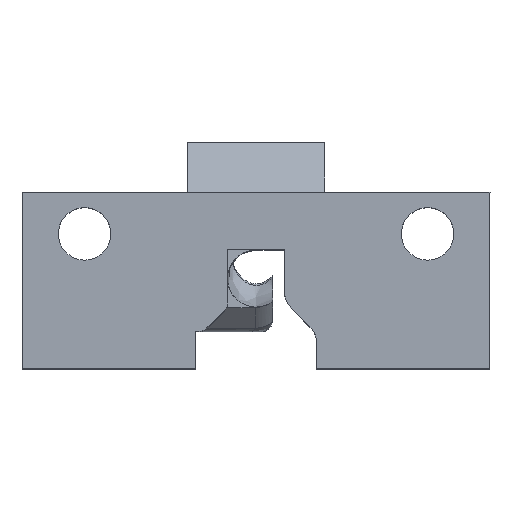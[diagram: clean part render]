
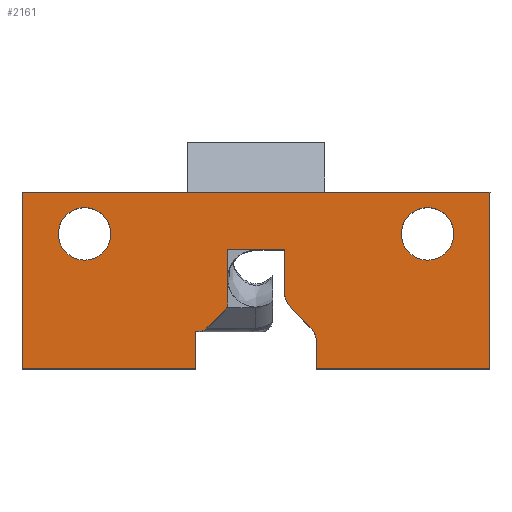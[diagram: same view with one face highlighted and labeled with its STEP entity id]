
A CAD part, top view. The second image highlights one B-rep face of the part: STEP entity #2161.
In plain terms, the highlighted planar face has unit normal (0, 0, 1).
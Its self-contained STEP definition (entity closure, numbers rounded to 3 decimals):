
#81=FACE_BOUND('',#353,.T.);
#82=FACE_BOUND('',#354,.T.);
#130=PLANE('',#2367);
#228=FACE_OUTER_BOUND('',#352,.T.);
#352=EDGE_LOOP('',(#1785,#1786,#1787,#1788,#1789,#1790,#1791,#1792,#1793,
#1794,#1795,#1796,#1797,#1798,#1799,#1800,#1801,#1802));
#353=EDGE_LOOP('',(#1803));
#354=EDGE_LOOP('',(#1804));
#447=LINE('',#3343,#640);
#451=LINE('',#3354,#644);
#453=LINE('',#3358,#646);
#455=LINE('',#3362,#648);
#457=LINE('',#3366,#650);
#461=LINE('',#3376,#654);
#466=LINE('',#3389,#659);
#483=LINE('',#3447,#676);
#493=LINE('',#3516,#686);
#502=LINE('',#3539,#695);
#507=LINE('',#3546,#700);
#552=LINE('',#3866,#745);
#553=LINE('',#3869,#746);
#554=LINE('',#3870,#747);
#640=VECTOR('',#2638,10.);
#644=VECTOR('',#2648,10.);
#646=VECTOR('',#2652,10.);
#648=VECTOR('',#2656,10.);
#650=VECTOR('',#2660,10.);
#654=VECTOR('',#2670,10.);
#659=VECTOR('',#2683,10.);
#676=VECTOR('',#2744,10.);
#686=VECTOR('',#2782,10.);
#695=VECTOR('',#2803,10.);
#700=VECTOR('',#2810,10.);
#745=VECTOR('',#2901,10.);
#746=VECTOR('',#2904,10.);
#747=VECTOR('',#2905,10.);
#817=CIRCLE('',#2286,2.3);
#820=CIRCLE('',#2295,2.);
#821=CIRCLE('',#2298,1.);
#822=CIRCLE('',#2302,1.);
#823=CIRCLE('',#2304,2.);
#832=CIRCLE('',#2335,2.3);
#931=VERTEX_POINT('',#3336);
#932=VERTEX_POINT('',#3340);
#933=VERTEX_POINT('',#3342);
#937=VERTEX_POINT('',#3353);
#938=VERTEX_POINT('',#3357);
#939=VERTEX_POINT('',#3361);
#940=VERTEX_POINT('',#3365);
#941=VERTEX_POINT('',#3369);
#942=VERTEX_POINT('',#3371);
#943=VERTEX_POINT('',#3375);
#944=VERTEX_POINT('',#3379);
#945=VERTEX_POINT('',#3380);
#947=VERTEX_POINT('',#3387);
#948=VERTEX_POINT('',#3393);
#965=VERTEX_POINT('',#3444);
#977=VERTEX_POINT('',#3509);
#979=VERTEX_POINT('',#3515);
#987=VERTEX_POINT('',#3537);
#1028=VERTEX_POINT('',#3864);
#1029=VERTEX_POINT('',#3868);
#1162=EDGE_CURVE('',#931,#931,#817,.T.);
#1164=EDGE_CURVE('',#933,#932,#447,.T.);
#1170=EDGE_CURVE('',#937,#933,#451,.T.);
#1172=EDGE_CURVE('',#937,#938,#453,.T.);
#1174=EDGE_CURVE('',#939,#938,#455,.T.);
#1176=EDGE_CURVE('',#940,#939,#457,.T.);
#1179=EDGE_CURVE('',#941,#942,#820,.T.);
#1181=EDGE_CURVE('',#942,#943,#461,.T.);
#1183=EDGE_CURVE('',#944,#945,#821,.T.);
#1188=EDGE_CURVE('',#945,#947,#466,.T.);
#1189=EDGE_CURVE('',#947,#932,#822,.T.);
#1190=EDGE_CURVE('',#943,#948,#823,.T.);
#1216=EDGE_CURVE('',#965,#941,#483,.T.);
#1233=EDGE_CURVE('',#977,#977,#832,.T.);
#1235=EDGE_CURVE('',#940,#979,#493,.T.);
#1247=EDGE_CURVE('',#987,#965,#502,.T.);
#1252=EDGE_CURVE('',#987,#979,#507,.T.);
#1311=EDGE_CURVE('',#944,#1028,#552,.T.);
#1312=EDGE_CURVE('',#1029,#1028,#553,.T.);
#1313=EDGE_CURVE('',#948,#1029,#554,.T.);
#1785=ORIENTED_EDGE('',*,*,#1189,.F.);
#1786=ORIENTED_EDGE('',*,*,#1188,.F.);
#1787=ORIENTED_EDGE('',*,*,#1183,.F.);
#1788=ORIENTED_EDGE('',*,*,#1311,.T.);
#1789=ORIENTED_EDGE('',*,*,#1312,.F.);
#1790=ORIENTED_EDGE('',*,*,#1313,.F.);
#1791=ORIENTED_EDGE('',*,*,#1190,.F.);
#1792=ORIENTED_EDGE('',*,*,#1181,.F.);
#1793=ORIENTED_EDGE('',*,*,#1179,.F.);
#1794=ORIENTED_EDGE('',*,*,#1216,.F.);
#1795=ORIENTED_EDGE('',*,*,#1247,.F.);
#1796=ORIENTED_EDGE('',*,*,#1252,.T.);
#1797=ORIENTED_EDGE('',*,*,#1235,.F.);
#1798=ORIENTED_EDGE('',*,*,#1176,.T.);
#1799=ORIENTED_EDGE('',*,*,#1174,.T.);
#1800=ORIENTED_EDGE('',*,*,#1172,.F.);
#1801=ORIENTED_EDGE('',*,*,#1170,.T.);
#1802=ORIENTED_EDGE('',*,*,#1164,.T.);
#1803=ORIENTED_EDGE('',*,*,#1162,.F.);
#1804=ORIENTED_EDGE('',*,*,#1233,.F.);
#2161=ADVANCED_FACE('',(#228,#81,#82),#130,.F.);
#2286=AXIS2_PLACEMENT_3D('',#3338,#2633,#2634);
#2295=AXIS2_PLACEMENT_3D('',#3372,#2665,#2666);
#2298=AXIS2_PLACEMENT_3D('',#3381,#2674,#2675);
#2302=AXIS2_PLACEMENT_3D('',#3391,#2686,#2687);
#2304=AXIS2_PLACEMENT_3D('',#3394,#2690,#2691);
#2335=AXIS2_PLACEMENT_3D('',#3511,#2777,#2778);
#2367=AXIS2_PLACEMENT_3D('',#3867,#2902,#2903);
#2633=DIRECTION('center_axis',(0.,0.,
1.));
#2634=DIRECTION('ref_axis',(1.,0.,0.));
#2638=DIRECTION('',(1.,0.,0.));
#2648=DIRECTION('',(0.,1.,0.));
#2652=DIRECTION('',(-1.,0.,0.));
#2656=DIRECTION('',(0.,-1.,0.));
#2660=DIRECTION('',(-1.,0.,0.));
#2665=DIRECTION('center_axis',(0.,0.,
1.));
#2666=DIRECTION('ref_axis',(0.924,0.383,0.));
#2670=DIRECTION('',(-0.707,0.707,0.));
#2674=DIRECTION('center_axis',(0.,0.,
-1.));
#2675=DIRECTION('ref_axis',(0.924,-0.383,0.));
#2683=DIRECTION('',(-0.707,-0.707,0.));
#2686=DIRECTION('center_axis',(0.,0.,
-1.));
#2687=DIRECTION('ref_axis',(0.383,-0.924,0.));
#2690=DIRECTION('center_axis',(0.,0.,
-1.));
#2691=DIRECTION('ref_axis',(-0.924,-0.383,0.));
#2744=DIRECTION('',(0.,1.,0.));
#2777=DIRECTION('center_axis',(0.,0.,
1.));
#2778=DIRECTION('ref_axis',(1.,0.,0.));
#2782=DIRECTION('',(1.,0.,0.));
#2803=DIRECTION('',(-1.,0.,0.));
#2810=DIRECTION('',(0.,1.,0.));
#2901=DIRECTION('',(0.,1.,0.));
#2902=DIRECTION('center_axis',(0.,0.,
-1.));
#2903=DIRECTION('ref_axis',(1.,0.,0.));
#2904=DIRECTION('',(-1.,0.,0.));
#2905=DIRECTION('',(0.,1.,0.));
#3336=CARTESIAN_POINT('',(-16.967,-0.192,-4.1));
#3338=CARTESIAN_POINT('Origin',(-14.667,-0.192,-4.1));
#3340=CARTESIAN_POINT('',(-4.656,-8.725,-4.1));
#3342=CARTESIAN_POINT('',(-4.942,-8.725,-4.1));
#3343=CARTESIAN_POINT('',(-3.051,-8.725,-4.1));
#3353=CARTESIAN_POINT('',(-4.942,-12.022,-4.1));
#3354=CARTESIAN_POINT('',(-4.942,-8.926,-4.1));
#3357=CARTESIAN_POINT('',(-20.154,-12.022,-4.1));
#3358=CARTESIAN_POINT('',(-4.942,-12.022,-4.1));
#3361=CARTESIAN_POINT('',(-20.154,3.478,-4.1));
#3362=CARTESIAN_POINT('',(-20.154,-0.364,-4.1));
#3365=CARTESIAN_POINT('',(-17.426,3.478,-4.1));
#3366=CARTESIAN_POINT('',(-17.426,3.478,-4.1));
#3369=CARTESIAN_POINT('',(5.658,-9.754,-4.1));
#3371=CARTESIAN_POINT('',(5.072,-8.34,-4.1));
#3372=CARTESIAN_POINT('Origin',(3.658,-9.754,-4.1));
#3375=CARTESIAN_POINT('',(3.444,-6.712,-4.1));
#3376=CARTESIAN_POINT('',(2.469,-5.737,-4.1));
#3379=CARTESIAN_POINT('',(-2.142,-6.211,-4.1));
#3380=CARTESIAN_POINT('',(-2.435,-6.918,-4.1));
#3381=CARTESIAN_POINT('Origin',(-3.142,-6.211,-4.1));
#3387=CARTESIAN_POINT('',(-3.949,-8.432,-4.1));
#3389=CARTESIAN_POINT('',(-1.454,-5.937,-4.1));
#3391=CARTESIAN_POINT('Origin',(-4.656,-7.725,-4.1));
#3393=CARTESIAN_POINT('',(2.858,-5.298,-4.1));
#3394=CARTESIAN_POINT('Origin',(4.858,-5.298,-4.1));
#3444=CARTESIAN_POINT('',(5.658,-12.022,-4.1));
#3447=CARTESIAN_POINT('',(5.658,-12.022,-4.1));
#3509=CARTESIAN_POINT('',(13.083,-0.192,-4.1));
#3511=CARTESIAN_POINT('Origin',(15.383,-0.192,-4.1));
#3515=CARTESIAN_POINT('',(20.846,3.478,-4.1));
#3516=CARTESIAN_POINT('',(-22.142,3.478,-4.1));
#3537=CARTESIAN_POINT('',(20.846,-12.022,-4.1));
#3539=CARTESIAN_POINT('',(22.855,-12.022,-4.1));
#3546=CARTESIAN_POINT('',(20.846,-8.364,-4.1));
#3864=CARTESIAN_POINT('',(-2.142,-1.564,-4.1));
#3866=CARTESIAN_POINT('',(-2.142,-3.022,-4.1));
#3867=CARTESIAN_POINT('Origin',(0.358,-4.272,-4.1));
#3868=CARTESIAN_POINT('',(2.858,-1.564,-4.1));
#3869=CARTESIAN_POINT('',(2.858,-1.564,-4.1));
#3870=CARTESIAN_POINT('',(2.858,-8.926,-4.1));
